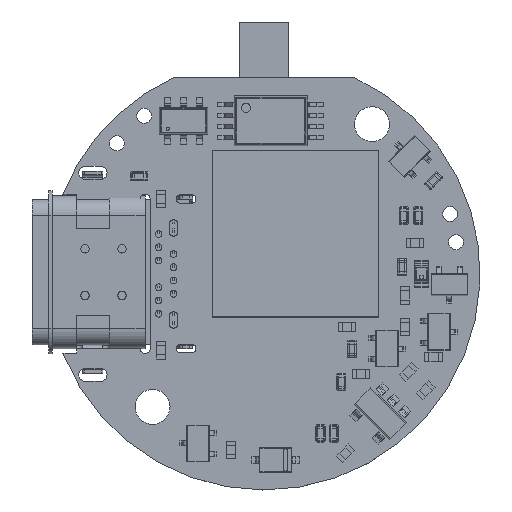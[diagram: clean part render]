
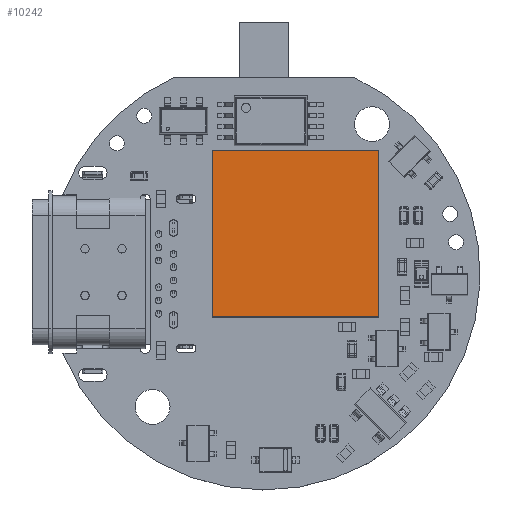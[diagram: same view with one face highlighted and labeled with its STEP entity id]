
A CAD part, top view. The second image highlights one B-rep face of the part: STEP entity #10242.
In plain terms, the highlighted planar face has unit normal (0, 0, 1).
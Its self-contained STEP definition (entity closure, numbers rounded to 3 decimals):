
#10113 = VERTEX_POINT('',#10114);
#10114 = CARTESIAN_POINT('',(-5.,5.,6.8));
#10120 = EDGE_CURVE('',#10113,#10121,#10123,.T.);
#10121 = VERTEX_POINT('',#10122);
#10122 = CARTESIAN_POINT('',(-5.,-5.,6.8));
#10123 = LINE('',#10124,#10125);
#10124 = CARTESIAN_POINT('',(-5.,5.,6.8));
#10125 = VECTOR('',#10126,1.);
#10126 = DIRECTION('',(0.,-1.,0.));
#10151 = EDGE_CURVE('',#10121,#10152,#10154,.T.);
#10152 = VERTEX_POINT('',#10153);
#10153 = CARTESIAN_POINT('',(5.,-5.,6.8));
#10154 = LINE('',#10155,#10156);
#10155 = CARTESIAN_POINT('',(-5.,-5.,6.8));
#10156 = VECTOR('',#10157,1.);
#10157 = DIRECTION('',(1.,0.,0.));
#10182 = EDGE_CURVE('',#10152,#10183,#10185,.T.);
#10183 = VERTEX_POINT('',#10184);
#10184 = CARTESIAN_POINT('',(5.,5.,6.8));
#10185 = LINE('',#10186,#10187);
#10186 = CARTESIAN_POINT('',(5.,-5.,6.8));
#10187 = VECTOR('',#10188,1.);
#10188 = DIRECTION('',(0.,1.,0.));
#10213 = EDGE_CURVE('',#10183,#10113,#10214,.T.);
#10214 = LINE('',#10215,#10216);
#10215 = CARTESIAN_POINT('',(5.,5.,6.8));
#10216 = VECTOR('',#10217,1.);
#10217 = DIRECTION('',(-1.,0.,0.));
#10242 = ADVANCED_FACE('',(#10243),#10249,.F.);
#10243 = FACE_BOUND('',#10244,.T.);
#10244 = EDGE_LOOP('',(#10245,#10246,#10247,#10248));
#10245 = ORIENTED_EDGE('',*,*,#10120,.T.);
#10246 = ORIENTED_EDGE('',*,*,#10151,.T.);
#10247 = ORIENTED_EDGE('',*,*,#10182,.T.);
#10248 = ORIENTED_EDGE('',*,*,#10213,.T.);
#10249 = PLANE('',#10250);
#10250 = AXIS2_PLACEMENT_3D('',#10251,#10252,#10253);
#10251 = CARTESIAN_POINT('',(-5.,5.,6.8));
#10252 = DIRECTION('',(0.,0.,-1.));
#10253 = DIRECTION('',(-1.,0.,0.));
